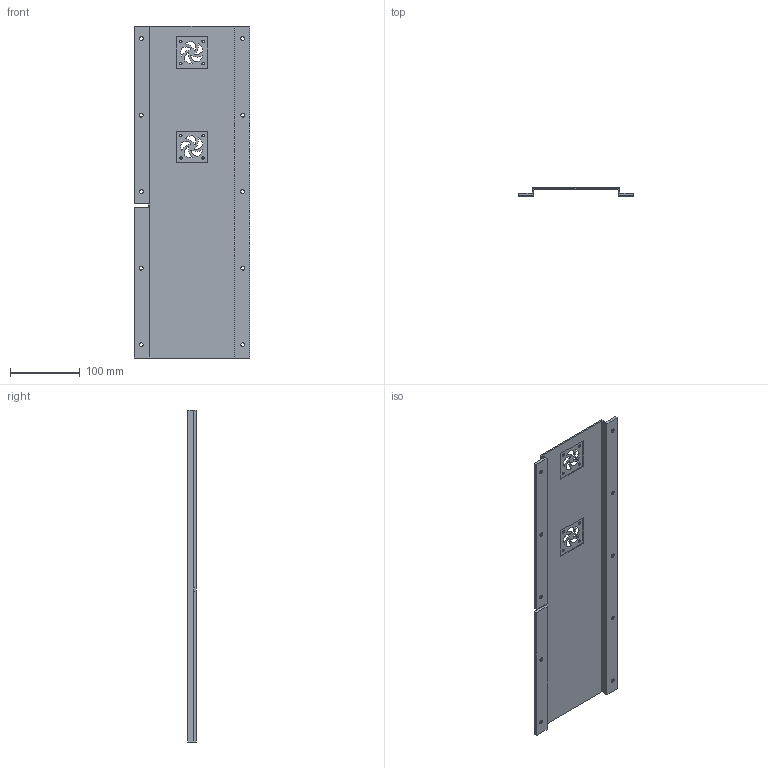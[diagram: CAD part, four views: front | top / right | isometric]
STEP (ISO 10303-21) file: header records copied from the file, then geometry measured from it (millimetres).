
FILE_DESCRIPTION(/* description */ (''),/* implementation_level */ '2;1');
FILE_NAME(/* name */ '1-CBA_bottom_Cover_V3_Full v2.step',/* time_stamp */ '2019-09-14T12:40:35-04:00',/* author */ (''),/* organization */ (''),/* preprocessor_version */ 'ST-DEVELOPER v18',/* originating_system */ 'Autodesk Translation Framework v8.6.0.1094',/* authorisation */ '');
FILE_SCHEMA (('AUTOMOTIVE_DESIGN { 1 0 10303 214 3 1 1 }'));
Length unit declared in the file: millimetre
Products named in the file (1): 1-CBA_bottom_Cover_V3_Full
Bounding box: 165 x 12 x 475 mm (x, y, z)
Volume: 206251.7 mm3; surface area: 177950.4 mm2
Topology: 1 solids, 1 shells, 108 faces, 280 edges, 186 vertices
Faces by surface type: cylinder 68, plane 40
Full cylindrical faces by diameter (mm): 3.5 x8, 5.5 x10, 10 x10
Entity records: 3509 total; most frequent: DIRECTION 634, CARTESIAN_POINT 575, ORIENTED_EDGE 560, EDGE_CURVE 280, AXIS2_PLACEMENT_3D 245, VERTEX_POINT 186, EDGE_LOOP 176, LINE 144
